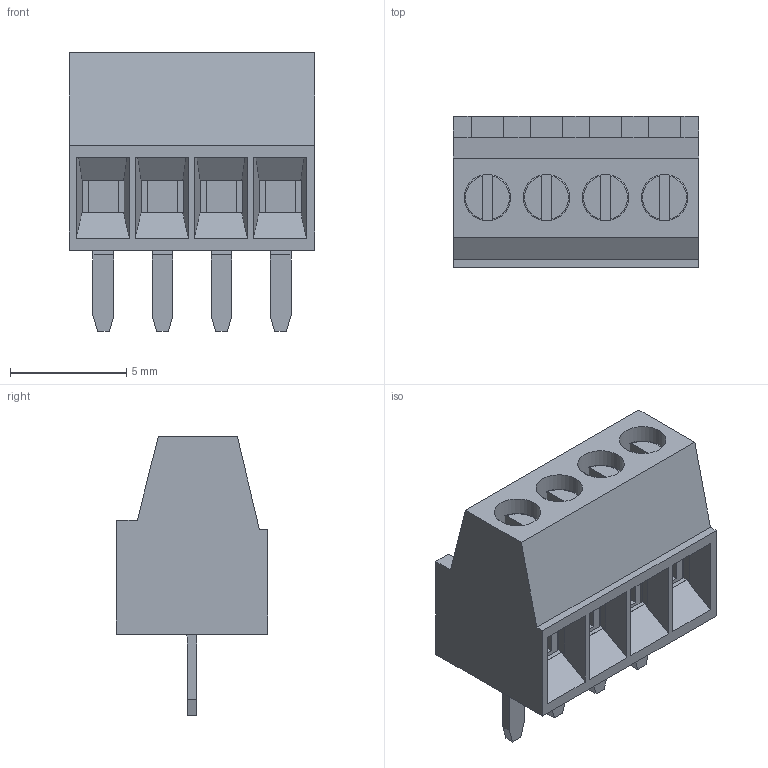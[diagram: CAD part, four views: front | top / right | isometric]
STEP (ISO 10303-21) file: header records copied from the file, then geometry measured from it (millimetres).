
FILE_DESCRIPTION( ( 'Unknown' ), '1' );
FILE_NAME( '691210910004.stp', 'Unknown', ( 'Unknown' ), ( 'Unknown' ), 'PSStep 18.0.17', 'Unknown', ' ' );
FILE_SCHEMA( ( 'AUTOMOTIVE_DESIGN { 1 0 10303 214 1 1 1 1 }' ) );
Length unit declared in the file: millimetre
Products named in the file (5): Assem1; 6912109100xx_CAGE; 6912109100xx_PIN; 6912109100xx_VIS; 691210910004
Assembly tree (13 placements, depth 2):
  Assem1
    6912109100xx_CAGE  x4
    6912109100xx_PIN  x4
    6912109100xx_VIS  x4
    691210910004
Bounding box: 10.56 x 6.5 x 12 mm (x, y, z)
Volume: 345.8 mm3; surface area: 1325.3 mm2
Topology: 13 solids, 13 shells, 394 faces, 1064 edges, 696 vertices
Faces by surface type: plane 334, cylinder 44, torus 12, cone 4
Full cylindrical faces by diameter (mm): 1.5 x8, 1.7 x4, 2 x4, 2.1 x4
Entity records: 8994 total; most frequent: CARTESIAN_POINT 1311, ORIENTED_EDGE 1216, DIRECTION 1124, EDGE_CURVE 608, LINE 558, VECTOR 558, VERTEX_POINT 406, AXIS2_PLACEMENT_3D 283
